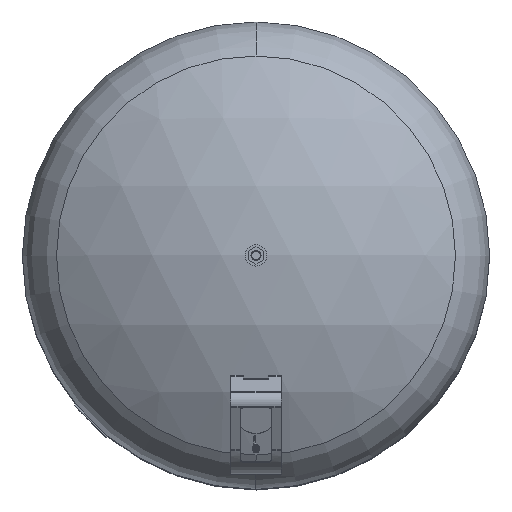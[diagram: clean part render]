
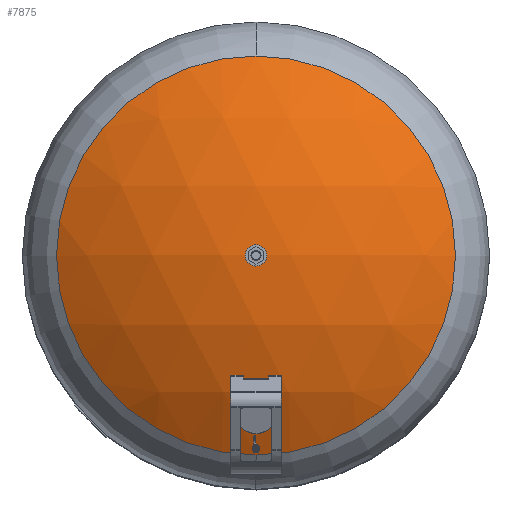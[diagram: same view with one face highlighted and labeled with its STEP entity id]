
A CAD part, top view. The second image highlights one B-rep face of the part: STEP entity #7875.
In plain terms, the highlighted spherical face has radius 594 mm.
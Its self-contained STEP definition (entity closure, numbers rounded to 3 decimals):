
#7814=CARTESIAN_POINT('',(0.,-315.931,1275.014));
#7815=VERTEX_POINT('',#7814);
#7831=CARTESIAN_POINT('',(0.,315.931,1275.014));
#7832=VERTEX_POINT('',#7831);
#7840=CARTESIAN_POINT('',(315.931,0.,1275.014));
#7841=VERTEX_POINT('',#7840);
#7842=CARTESIAN_POINT('',(0.,0.,1275.014));
#7843=DIRECTION('',(0.0,0.0,-1.0));
#7844=DIRECTION('',(1.0,0.0,0.0));
#7845=AXIS2_PLACEMENT_3D('',#7842,#7843,#7844);
#7846=CIRCLE('',#7845,315.931);
#7847=EDGE_CURVE('',#7832,#7841,#7846,.T.);
#7849=CARTESIAN_POINT('',(0.,0.,1275.014));
#7850=DIRECTION('',(0.0,0.0,-1.0));
#7851=DIRECTION('',(1.0,0.0,0.0));
#7852=AXIS2_PLACEMENT_3D('',#7849,#7850,#7851);
#7853=CIRCLE('',#7852,315.931);
#7854=EDGE_CURVE('',#7841,#7815,#7853,.T.);
#7859=CARTESIAN_POINT('',(0.,0.,772.0));
#7860=DIRECTION('',(0.0,-1.0,0.0));
#7861=DIRECTION('',(-1.0,0.0,0.0));
#7862=AXIS2_PLACEMENT_3D('',#7859,#7860,#7861);
#7863=SPHERICAL_SURFACE('',#7862,594.0);
#7864=ORIENTED_EDGE('',*,*,#7854,.F.);
#7865=ORIENTED_EDGE('',*,*,#7847,.F.);
#7866=CARTESIAN_POINT('',(0.,0.,1275.014));
#7867=DIRECTION('',(0.0,0.0,-1.0));
#7868=DIRECTION('',(1.0,0.0,0.0));
#7869=AXIS2_PLACEMENT_3D('',#7866,#7867,#7868);
#7870=CIRCLE('',#7869,315.931);
#7871=EDGE_CURVE('',#7815,#7832,#7870,.T.);
#7872=ORIENTED_EDGE('',*,*,#7871,.F.);
#7873=EDGE_LOOP('',(#7864,#7865,#7872));
#7874=FACE_OUTER_BOUND('',#7873,.T.);
#7875=ADVANCED_FACE('',(#7874),#7863,.T.);
